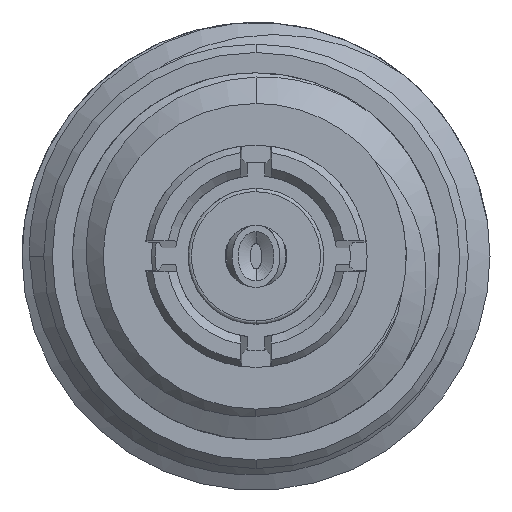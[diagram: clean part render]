
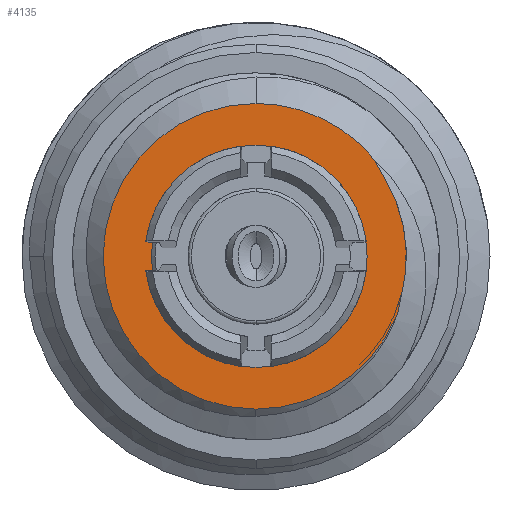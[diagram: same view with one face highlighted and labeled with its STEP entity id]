
A CAD part, left-side view. The second image highlights one B-rep face of the part: STEP entity #4135.
In plain terms, the highlighted planar face has unit normal (-1, 0, 0).
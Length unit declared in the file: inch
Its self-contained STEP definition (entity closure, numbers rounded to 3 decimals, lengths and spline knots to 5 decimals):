
#11 = CARTESIAN_POINT ( 'NONE',  ( 0.11449, -0.08541, -0.02556 ) ) ;
#67 = B_SPLINE_CURVE_WITH_KNOTS ( 'NONE', 3,
 ( #4132, #11, #7722, #769 ),
 .UNSPECIFIED., .F., .F.,
 ( 4, 4 ),
 ( 0., 0.00033 ),
 .UNSPECIFIED. ) ;
#155 = ORIENTED_EDGE ( 'NONE', *, *, #220, .T. ) ;
#215 = VERTEX_POINT ( 'NONE', #4165 ) ;
#220 = EDGE_CURVE ( 'NONE', #1108, #7270, #3109, .T. ) ;
#245 = ORIENTED_EDGE ( 'NONE', *, *, #7160, .F. ) ;
#272 = CARTESIAN_POINT ( 'NONE',  ( 0.11449, -0.07184, 0.05362 ) ) ;
#297 = CARTESIAN_POINT ( 'NONE',  ( 0.11449, -0.08528, 0.02456 ) ) ;
#322 = CARTESIAN_POINT ( 'NONE',  ( 0.11449, -0.03187, -0.05276 ) ) ;
#363 = CARTESIAN_POINT ( 'NONE',  ( 0.11449, -0.08843, 0.00749 ) ) ;
#455 = EDGE_CURVE ( 'NONE', #5413, #7049, #4458, .T. ) ;
#675 = ORIENTED_EDGE ( 'NONE', *, *, #7831, .T. ) ;
#735 = DIRECTION ( 'NONE',  ( 0., 0., -1. ) ) ;
#769 = CARTESIAN_POINT ( 'NONE',  ( 0.11449, -0.08338, -0.03387 ) ) ;
#793 = CIRCLE ( 'NONE', #5191, 0.06163 ) ;
#838 = CARTESIAN_POINT ( 'NONE',  ( 0.11449, 0., 0. ) ) ;
#1012 = CARTESIAN_POINT ( 'NONE',  ( 0.11449, -0.08597, -0.02126 ) ) ;
#1101 = EDGE_CURVE ( 'NONE', #2582, #215, #6667, .T. ) ;
#1108 = VERTEX_POINT ( 'NONE', #6637 ) ;
#1329 = CARTESIAN_POINT ( 'NONE',  ( 0.11449, 0., -0.06163 ) ) ;
#1362 = AXIS2_PLACEMENT_3D ( 'NONE', #7863, #5738, #6496 ) ;
#1410 = EDGE_CURVE ( 'NONE', #4421, #6577, #8288, .T. ) ;
#1676 = EDGE_CURVE ( 'NONE', #8010, #2582, #8704, .T. ) ;
#1687 = DIRECTION ( 'NONE',  ( 0., 0., -1. ) ) ;
#1939 = PLANE ( 'NONE',  #7030 ) ;
#2272 = CARTESIAN_POINT ( 'NONE',  ( 0.11449, 0.02888, 0.0478 ) ) ;
#2377 = EDGE_CURVE ( 'NONE', #5577, #5413, #6264, .T. ) ;
#2393 = CARTESIAN_POINT ( 'NONE',  ( 0.11449, -0.08819, -0.00987 ) ) ;
#2488 = CARTESIAN_POINT ( 'NONE',  ( 0.11449, -0.08737, -0.01558 ) ) ;
#2521 = EDGE_LOOP ( 'NONE', ( #6924, #6680, #5072, #675, #155, #6883 ) ) ;
#2531 = CARTESIAN_POINT ( 'NONE',  ( 0.11449, 0., 0. ) ) ;
#2582 = VERTEX_POINT ( 'NONE', #1329 ) ;
#2614 = EDGE_LOOP ( 'NONE', ( #6714, #6830, #245, #8792, #2910, #3237 ) ) ;
#2628 = CARTESIAN_POINT ( 'NONE',  ( 0.11449, 0.108, 0. ) ) ;
#2795 = AXIS2_PLACEMENT_3D ( 'NONE', #3685, #6413, #1687 ) ;
#2910 = ORIENTED_EDGE ( 'NONE', *, *, #1101, .T. ) ;
#3049 = CARTESIAN_POINT ( 'NONE',  ( 0.11449, -0.08873, 0.00164 ) ) ;
#3059 = CARTESIAN_POINT ( 'NONE',  ( 0.11449, -0.07582, 0.04575 ) ) ;
#3109 = CIRCLE ( 'NONE', #8211, 0.09 ) ;
#3158 = DIRECTION ( 'NONE',  ( 1., 0., 0. ) ) ;
#3233 = EDGE_CURVE ( 'NONE', #7049, #5368, #67, .T. ) ;
#3237 = ORIENTED_EDGE ( 'NONE', *, *, #8402, .T. ) ;
#3241 = DIRECTION ( 'NONE',  ( 0., -0.772, -0.636 ) ) ;
#3421 = EDGE_CURVE ( 'NONE', #4421, #3705, #6849, .T. ) ;
#3504 = CARTESIAN_POINT ( 'NONE',  ( 0.11449, -0.07582, 0.04575 ) ) ;
#3685 = CARTESIAN_POINT ( 'NONE',  ( 0.11449, 0., 0. ) ) ;
#3705 = VERTEX_POINT ( 'NONE', #5724 ) ;
#3763 = DIRECTION ( 'NONE',  ( 1., 0., 0. ) ) ;
#3889 = CARTESIAN_POINT ( 'NONE',  ( 0.11449, -0.07884, 0.04075 ) ) ;
#3944 = DIRECTION ( 'NONE',  ( 0., 0., -1. ) ) ;
#4132 = CARTESIAN_POINT ( 'NONE',  ( 0.11449, -0.08597, -0.02126 ) ) ;
#4135 = ADVANCED_FACE ( 'NONE', ( #6521, #7284 ), #1939, .F. ) ;
#4165 = CARTESIAN_POINT ( 'NONE',  ( 0.11449, 0., 0.06163 ) ) ;
#4408 = DIRECTION ( 'NONE',  ( 1., 0., 0. ) ) ;
#4420 = DIRECTION ( 'NONE',  ( 0., 0., -1. ) ) ;
#4421 = VERTEX_POINT ( 'NONE', #7732 ) ;
#4458 = B_SPLINE_CURVE_WITH_KNOTS ( 'NONE', 3,
 ( #7256, #3889, #7195, #297, #7222, #363, #3049, #2393, #2488, #1012 ),
 .UNSPECIFIED., .F., .F.,
 ( 4, 2, 2, 2, 4 ),
 ( 0., 0.00044, 0.00089, 0.00133, 0.00178 ),
 .UNSPECIFIED. ) ;
#4474 = CIRCLE ( 'NONE', #1362, 0.09 ) ;
#4592 = AXIS2_PLACEMENT_3D ( 'NONE', #2531, #7373, #8624 ) ;
#4680 = CARTESIAN_POINT ( 'NONE',  ( 0.11449, 0., 0. ) ) ;
#4906 = CIRCLE ( 'NONE', #2795, 0.09 ) ;
#5048 = CARTESIAN_POINT ( 'NONE',  ( 0.11449, 0., 0. ) ) ;
#5072 = ORIENTED_EDGE ( 'NONE', *, *, #2377, .F. ) ;
#5191 = AXIS2_PLACEMENT_3D ( 'NONE', #4680, #3158, #8938 ) ;
#5196 = DIRECTION ( 'NONE',  ( 0., 0., -1. ) ) ;
#5304 = CARTESIAN_POINT ( 'NONE',  ( 0.11449, 0.06436, 0.053 ) ) ;
#5368 = VERTEX_POINT ( 'NONE', #6309 ) ;
#5413 = VERTEX_POINT ( 'NONE', #3504 ) ;
#5536 = AXIS2_PLACEMENT_3D ( 'NONE', #7822, #4408, #5196 ) ;
#5577 = VERTEX_POINT ( 'NONE', #7226 ) ;
#5672 = DIRECTION ( 'NONE',  ( 0., 0.517, 0.856 ) ) ;
#5724 = CARTESIAN_POINT ( 'NONE',  ( 0.11449, -0.02868, -0.04747 ) ) ;
#5738 = DIRECTION ( 'NONE',  ( -1., 0., 0. ) ) ;
#5890 = CARTESIAN_POINT ( 'NONE',  ( 0.11449, -0.06944, 0.05726 ) ) ;
#6110 = LINE ( 'NONE', #2272, #6416 ) ;
#6264 = B_SPLINE_CURVE_WITH_KNOTS ( 'NONE', 3,
 ( #5890, #272, #7956, #3059 ),
 .UNSPECIFIED., .F., .F.,
 ( 4, 4 ),
 ( 0.00135, 0.00168 ),
 .UNSPECIFIED. ) ;
#6309 = CARTESIAN_POINT ( 'NONE',  ( 0.11449, -0.08338, -0.03387 ) ) ;
#6359 = DIRECTION ( 'NONE',  ( -1., 0., 0. ) ) ;
#6413 = DIRECTION ( 'NONE',  ( -1., 0., 0. ) ) ;
#6416 = VECTOR ( 'NONE', #5672, 39.37008 ) ;
#6496 = DIRECTION ( 'NONE',  ( 0., 0., -1. ) ) ;
#6521 = FACE_BOUND ( 'NONE', #2614, .T. ) ;
#6577 = VERTEX_POINT ( 'NONE', #7725 ) ;
#6587 = DIRECTION ( 'NONE',  ( 1., 0., 0. ) ) ;
#6637 = CARTESIAN_POINT ( 'NONE',  ( 0.11449, 0., 0.09 ) ) ;
#6667 = CIRCLE ( 'NONE', #4592, 0.06163 ) ;
#6680 = ORIENTED_EDGE ( 'NONE', *, *, #455, .F. ) ;
#6714 = ORIENTED_EDGE ( 'NONE', *, *, #1410, .F. ) ;
#6830 = ORIENTED_EDGE ( 'NONE', *, *, #3421, .T. ) ;
#6849 = CIRCLE ( 'NONE', #5536, 0.05546 ) ;
#6883 = ORIENTED_EDGE ( 'NONE', *, *, #7933, .T. ) ;
#6924 = ORIENTED_EDGE ( 'NONE', *, *, #3233, .F. ) ;
#7030 = AXIS2_PLACEMENT_3D ( 'NONE', #2628, #6587, #3944 ) ;
#7049 = VERTEX_POINT ( 'NONE', #8152 ) ;
#7160 = EDGE_CURVE ( 'NONE', #8010, #3705, #6110, .T. ) ;
#7195 = CARTESIAN_POINT ( 'NONE',  ( 0.11449, -0.08136, 0.03544 ) ) ;
#7222 = CARTESIAN_POINT ( 'NONE',  ( 0.11449, -0.08669, 0.01898 ) ) ;
#7226 = CARTESIAN_POINT ( 'NONE',  ( 0.11449, -0.06944, 0.05726 ) ) ;
#7256 = CARTESIAN_POINT ( 'NONE',  ( 0.11449, -0.07582, 0.04575 ) ) ;
#7270 = VERTEX_POINT ( 'NONE', #8408 ) ;
#7284 = FACE_OUTER_BOUND ( 'NONE', #2521, .T. ) ;
#7373 = DIRECTION ( 'NONE',  ( 1., 0., 0. ) ) ;
#7722 = CARTESIAN_POINT ( 'NONE',  ( 0.11449, -0.08454, -0.02976 ) ) ;
#7725 = CARTESIAN_POINT ( 'NONE',  ( 0.11449, -0.04758, -0.03918 ) ) ;
#7732 = CARTESIAN_POINT ( 'NONE',  ( 0.11449, -0.04282, -0.03526 ) ) ;
#7822 = CARTESIAN_POINT ( 'NONE',  ( 0.11449, 0., 0. ) ) ;
#7831 = EDGE_CURVE ( 'NONE', #5577, #1108, #4906, .T. ) ;
#7863 = CARTESIAN_POINT ( 'NONE',  ( 0.11449, 0., 0. ) ) ;
#7933 = EDGE_CURVE ( 'NONE', #7270, #5368, #4474, .T. ) ;
#7956 = CARTESIAN_POINT ( 'NONE',  ( 0.11449, -0.07397, 0.04979 ) ) ;
#8010 = VERTEX_POINT ( 'NONE', #322 ) ;
#8072 = VECTOR ( 'NONE', #3241, 39.37008 ) ;
#8152 = CARTESIAN_POINT ( 'NONE',  ( 0.11449, -0.08597, -0.02126 ) ) ;
#8211 = AXIS2_PLACEMENT_3D ( 'NONE', #838, #6359, #735 ) ;
#8224 = AXIS2_PLACEMENT_3D ( 'NONE', #5048, #3763, #4420 ) ;
#8288 = LINE ( 'NONE', #5304, #8072 ) ;
#8402 = EDGE_CURVE ( 'NONE', #215, #6577, #793, .T. ) ;
#8408 = CARTESIAN_POINT ( 'NONE',  ( 0.11449, 0., -0.09 ) ) ;
#8624 = DIRECTION ( 'NONE',  ( 0., 0., -1. ) ) ;
#8704 = CIRCLE ( 'NONE', #8224, 0.06163 ) ;
#8792 = ORIENTED_EDGE ( 'NONE', *, *, #1676, .T. ) ;
#8938 = DIRECTION ( 'NONE',  ( 0., 0., -1. ) ) ;
